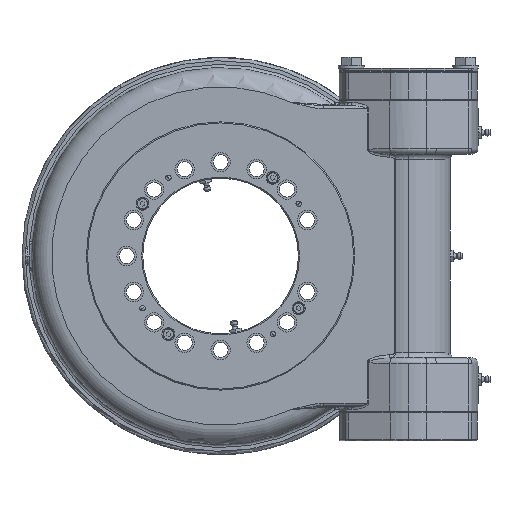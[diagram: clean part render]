
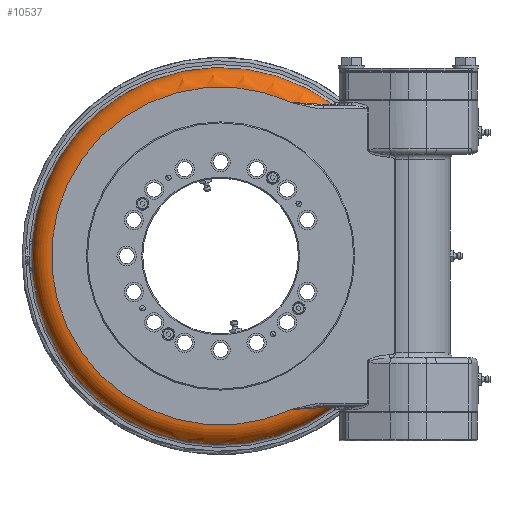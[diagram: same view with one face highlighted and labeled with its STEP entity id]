
A CAD part, left-side view. The second image highlights one B-rep face of the part: STEP entity #10537.
In plain terms, the highlighted toroidal (fillet/blend) face has major radius 157.5 mm and minor radius 18 mm.
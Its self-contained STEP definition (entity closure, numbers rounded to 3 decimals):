
#59 = EDGE_CURVE ( 'NONE', #11794, #43007, #8835, .T. ) ;
#345 = AXIS2_PLACEMENT_3D ( 'NONE', #7374, #41760, #45140 ) ;
#795 = EDGE_LOOP ( 'NONE', ( #27017, #22649, #3095, #33461, #24755 ) ) ;
#1013 = DIRECTION ( 'NONE',  ( -1., 0., 0. ) ) ;
#1168 = CARTESIAN_POINT ( 'NONE',  ( -19., 0., 0. ) ) ;
#2191 = DIRECTION ( 'NONE',  ( 1., 0., 0. ) ) ;
#2842 = CARTESIAN_POINT ( 'NONE',  ( -24.188, -103.644, -140.686 ) ) ;
#3001 = CARTESIAN_POINT ( 'NONE',  ( -31.559, -95.358, -141.218 ) ) ;
#3095 = ORIENTED_EDGE ( 'NONE', *, *, #59, .F. ) ;
#3185 = CARTESIAN_POINT ( 'NONE',  ( -34.649, -87.197, -141.735 ) ) ;
#3788 = CARTESIAN_POINT ( 'NONE',  ( -23.743, -103.881, 140.671 ) ) ;
#5803 = B_SPLINE_CURVE_WITH_KNOTS ( 'NONE', 3,
 ( #37573, #45097, #7326, #34062, #14341, #10650, #2842, #37912, #44915, #22125, #17978, #21948, #48744, #29595, #41051, #3001, #29744, #6845, #26025, #41399, #3185, #6991, #11496, #27033, #30407, #45588, #42223, #15505 ),
 .UNSPECIFIED., .F., .F.,
 ( 4, 2, 2, 2, 2, 2, 2, 2, 2, 2, 2, 2, 2, 4 ),
 ( 0., 0.003, 0.004, 0.006, 0.009, 0.012, 0.015, 0.016, 0.018, 0.024, 0.027, 0.03, 0.036, 0.047 ),
 .UNSPECIFIED. ) ;
#6444 = CARTESIAN_POINT ( 'NONE',  ( -37., -69.907, 142.783 ) ) ;
#6845 = CARTESIAN_POINT ( 'NONE',  ( -32.838, -92.73, -141.386 ) ) ;
#6991 = CARTESIAN_POINT ( 'NONE',  ( -35.12, -85.303, -141.854 ) ) ;
#7326 = CARTESIAN_POINT ( 'NONE',  ( -20.98, -104.884, -140.607 ) ) ;
#7374 = CARTESIAN_POINT ( 'NONE',  ( -37., 0., 0. ) ) ;
#7438 = CARTESIAN_POINT ( 'NONE',  ( -19., -105.037, 140.597 ) ) ;
#7589 = CARTESIAN_POINT ( 'NONE',  ( -28.316, -100.234, 140.906 ) ) ;
#7747 = CARTESIAN_POINT ( 'NONE',  ( -19.994, -104.999, 140.599 ) ) ;
#8835 = CIRCLE ( 'NONE', #25259, 175.5 ) ;
#9093 = AXIS2_PLACEMENT_3D ( 'NONE', #25024, #2191, #16695 ) ;
#9096 = EDGE_CURVE ( 'NONE', #33710, #31360, #5803, .T. ) ;
#10451 = CARTESIAN_POINT ( 'NONE',  ( -33.523, -90.924, 141.501 ) ) ;
#10537 = ADVANCED_FACE ( 'NONE', ( #23523 ), #34349, .T. ) ;
#10650 = CARTESIAN_POINT ( 'NONE',  ( -23.755, -103.875, -140.672 ) ) ;
#11165 = DIRECTION ( 'NONE',  ( 0., -1., 0. ) ) ;
#11496 = CARTESIAN_POINT ( 'NONE',  ( -35.33, -84.348, -141.913 ) ) ;
#11794 = VERTEX_POINT ( 'NONE', #31885 ) ;
#14341 = CARTESIAN_POINT ( 'NONE',  ( -22.853, -104.284, -140.645 ) ) ;
#14613 = EDGE_CURVE ( 'NONE', #33710, #11794, #44983, .T. ) ;
#14634 = CARTESIAN_POINT ( 'NONE',  ( -25.431, -102.891, 140.735 ) ) ;
#15041 = VERTEX_POINT ( 'NONE', #23971 ) ;
#15505 = CARTESIAN_POINT ( 'NONE',  ( -37., -66.009, -143. ) ) ;
#16695 = DIRECTION ( 'NONE',  ( 0., -1., 0. ) ) ;
#17911 = CARTESIAN_POINT ( 'NONE',  ( -35.892, -81.487, 142.09 ) ) ;
#17978 = CARTESIAN_POINT ( 'NONE',  ( -28.324, -100.225, -140.906 ) ) ;
#18255 = CARTESIAN_POINT ( 'NONE',  ( -36.832, -73.787, 142.556 ) ) ;
#18891 = CARTESIAN_POINT ( 'NONE',  ( -20.966, -104.852, 140.609 ) ) ;
#19169 = CARTESIAN_POINT ( 'NONE',  ( -19., -105.037, -140.597 ) ) ;
#20870 = CARTESIAN_POINT ( 'NONE',  ( -37., -66.009, -143. ) ) ;
#21586 = CARTESIAN_POINT ( 'NONE',  ( -34.388, -88.141, 141.676 ) ) ;
#21893 = CARTESIAN_POINT ( 'NONE',  ( -32.835, -92.738, 141.386 ) ) ;
#21948 = CARTESIAN_POINT ( 'NONE',  ( -29.532, -98.701, -141.004 ) ) ;
#22053 = CARTESIAN_POINT ( 'NONE',  ( -30.078, -97.907, 141.055 ) ) ;
#22125 = CARTESIAN_POINT ( 'NONE',  ( -27.668, -100.948, -140.86 ) ) ;
#22428 = CARTESIAN_POINT ( 'NONE',  ( -26.208, -102.293, 140.773 ) ) ;
#22649 = ORIENTED_EDGE ( 'NONE', *, *, #42038, .T. ) ;
#23523 = FACE_OUTER_BOUND ( 'NONE', #795, .T. ) ;
#23679 = DIRECTION ( 'NONE',  ( 0., -1., 0. ) ) ;
#23753 = CIRCLE ( 'NONE', #345, 157.5 ) ;
#23971 = CARTESIAN_POINT ( 'NONE',  ( -37., -66.009, 143. ) ) ;
#24755 = ORIENTED_EDGE ( 'NONE', *, *, #9096, .T. ) ;
#25024 = CARTESIAN_POINT ( 'NONE',  ( -19., 0., 0. ) ) ;
#25259 = AXIS2_PLACEMENT_3D ( 'NONE', #33904, #41567, #11165 ) ;
#25608 = CARTESIAN_POINT ( 'NONE',  ( -34.648, -87.203, 141.735 ) ) ;
#26025 = CARTESIAN_POINT ( 'NONE',  ( -33.525, -90.917, -141.501 ) ) ;
#26123 = CARTESIAN_POINT ( 'NONE',  ( -24.177, -103.65, 140.686 ) ) ;
#27017 = ORIENTED_EDGE ( 'NONE', *, *, #31534, .F. ) ;
#27033 = CARTESIAN_POINT ( 'NONE',  ( -35.893, -81.483, -142.09 ) ) ;
#28992 = AXIS2_PLACEMENT_3D ( 'NONE', #1168, #1013, #23679 ) ;
#29595 = CARTESIAN_POINT ( 'NONE',  ( -30.848, -96.646, -141.136 ) ) ;
#29744 = CARTESIAN_POINT ( 'NONE',  ( -31.781, -94.923, -141.246 ) ) ;
#30017 = CARTESIAN_POINT ( 'NONE',  ( -22.38, -104.462, 140.634 ) ) ;
#30199 = CARTESIAN_POINT ( 'NONE',  ( -27.66, -100.956, 140.859 ) ) ;
#30407 = CARTESIAN_POINT ( 'NONE',  ( -36.178, -79.563, -142.208 ) ) ;
#30677 = CARTESIAN_POINT ( 'NONE',  ( -22.841, -104.289, 140.645 ) ) ;
#31360 = VERTEX_POINT ( 'NONE', #20870 ) ;
#31534 = EDGE_CURVE ( 'NONE', #15041, #31360, #23753, .T. ) ;
#31885 = CARTESIAN_POINT ( 'NONE',  ( -19., 175.5, 0. ) ) ;
#33461 = ORIENTED_EDGE ( 'NONE', *, *, #14613, .F. ) ;
#33678 = CARTESIAN_POINT ( 'NONE',  ( -37., -66.009, 143. ) ) ;
#33710 = VERTEX_POINT ( 'NONE', #19169 ) ;
#33851 = CARTESIAN_POINT ( 'NONE',  ( -29.526, -98.709, 141.004 ) ) ;
#33904 = CARTESIAN_POINT ( 'NONE',  ( -19., 0., 0. ) ) ;
#34062 = CARTESIAN_POINT ( 'NONE',  ( -22.392, -104.458, -140.634 ) ) ;
#34349 = TOROIDAL_SURFACE ( 'NONE', #28992, 157.5, 18. ) ;
#37180 = CARTESIAN_POINT ( 'NONE',  ( -30.843, -96.654, 141.135 ) ) ;
#37198 = B_SPLINE_CURVE_WITH_KNOTS ( 'NONE', 3,
 ( #33678, #6444, #18255, #40659, #17911, #48508, #44536, #25608, #21586, #10451, #21893, #48681, #40505, #45029, #37180, #22053, #33851, #7589, #30199, #22428, #14634, #26123, #3788, #30677, #30017, #49005, #18891, #7747, #37514, #7438 ),
 .UNSPECIFIED., .F., .F.,
 ( 4, 2, 2, 2, 2, 2, 2, 2, 2, 2, 2, 2, 2, 2, 4 ),
 ( 0., 0.012, 0.017, 0.02, 0.023, 0.029, 0.031, 0.032, 0.035, 0.038, 0.041, 0.042, 0.044, 0.045, 0.047 ),
 .UNSPECIFIED. ) ;
#37514 = CARTESIAN_POINT ( 'NONE',  ( -19.497, -105.037, 140.597 ) ) ;
#37573 = CARTESIAN_POINT ( 'NONE',  ( -19., -105.037, -140.597 ) ) ;
#37912 = CARTESIAN_POINT ( 'NONE',  ( -25.441, -102.884, -140.735 ) ) ;
#38143 = CARTESIAN_POINT ( 'NONE',  ( -19., -105.037, 140.597 ) ) ;
#40505 = CARTESIAN_POINT ( 'NONE',  ( -31.555, -95.366, 141.218 ) ) ;
#40659 = CARTESIAN_POINT ( 'NONE',  ( -36.178, -79.567, 142.207 ) ) ;
#41051 = CARTESIAN_POINT ( 'NONE',  ( -31.093, -96.219, -141.163 ) ) ;
#41399 = CARTESIAN_POINT ( 'NONE',  ( -34.39, -88.135, -141.676 ) ) ;
#41567 = DIRECTION ( 'NONE',  ( 1., 0., 0. ) ) ;
#41760 = DIRECTION ( 'NONE',  ( -1., 0., 0. ) ) ;
#42038 = EDGE_CURVE ( 'NONE', #15041, #43007, #37198, .T. ) ;
#42223 = CARTESIAN_POINT ( 'NONE',  ( -37., -69.906, -142.783 ) ) ;
#43007 = VERTEX_POINT ( 'NONE', #38143 ) ;
#44536 = CARTESIAN_POINT ( 'NONE',  ( -35.119, -85.309, 141.853 ) ) ;
#44915 = CARTESIAN_POINT ( 'NONE',  ( -26.217, -102.285, -140.774 ) ) ;
#44983 = CIRCLE ( 'NONE', #9093, 175.5 ) ;
#45029 = CARTESIAN_POINT ( 'NONE',  ( -31.088, -96.227, 141.163 ) ) ;
#45097 = CARTESIAN_POINT ( 'NONE',  ( -19.992, -105.037, -140.597 ) ) ;
#45140 = DIRECTION ( 'NONE',  ( 0., -1., 0. ) ) ;
#45588 = CARTESIAN_POINT ( 'NONE',  ( -36.832, -73.785, -142.556 ) ) ;
#48508 = CARTESIAN_POINT ( 'NONE',  ( -35.329, -84.354, 141.913 ) ) ;
#48681 = CARTESIAN_POINT ( 'NONE',  ( -31.777, -94.931, 141.246 ) ) ;
#48744 = CARTESIAN_POINT ( 'NONE',  ( -30.084, -97.899, -141.056 ) ) ;
#49005 = CARTESIAN_POINT ( 'NONE',  ( -21.443, -104.744, 140.616 ) ) ;
